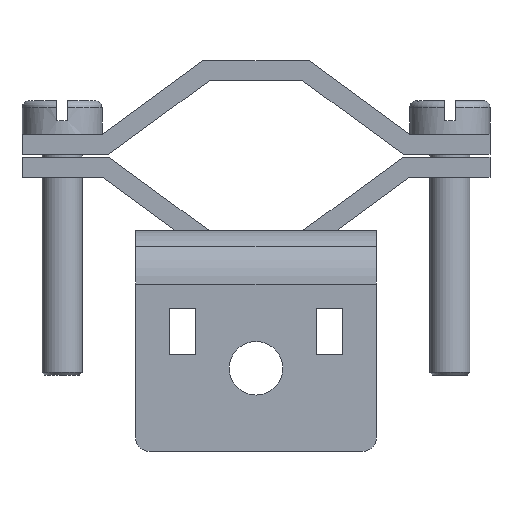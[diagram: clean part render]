
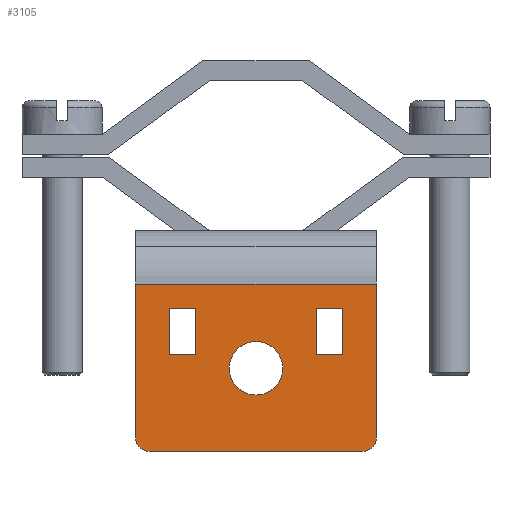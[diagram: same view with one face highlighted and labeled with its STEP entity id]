
A CAD part, left-side view. The second image highlights one B-rep face of the part: STEP entity #3105.
In plain terms, the highlighted planar face has unit normal (-1, 0, 0).
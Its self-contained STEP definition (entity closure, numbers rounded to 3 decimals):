
#519=CARTESIAN_POINT('',(0.0,-2.0,-23.));
#520=VERTEX_POINT('',#519);
#536=CARTESIAN_POINT('',(0.0,2.0,-23.));
#537=VERTEX_POINT('',#536);
#544=CARTESIAN_POINT('',(0.0,0.0,-23.));
#545=DIRECTION('',(1.0,0.0,0.0));
#546=DIRECTION('',(0.0,-1.0,0.0));
#547=AXIS2_PLACEMENT_3D('',#544,#545,#546);
#548=CIRCLE('',#547,2.0);
#549=EDGE_CURVE('',#520,#537,#548,.T.);
#611=CARTESIAN_POINT('',(0.0,9.,-16.7));
#612=VERTEX_POINT('',#611);
#620=CARTESIAN_POINT('',(0.0,-9.0,-16.7));
#621=VERTEX_POINT('',#620);
#622=CARTESIAN_POINT('',(0.0,9.,-16.7));
#623=DIRECTION('',(0.0,-1.0,0.0));
#624=VECTOR('',#623,18.0);
#625=LINE('',#622,#624);
#626=EDGE_CURVE('',#612,#621,#625,.T.);
#717=CARTESIAN_POINT('',(0.0,9.0,-28.2));
#718=VERTEX_POINT('',#717);
#725=CARTESIAN_POINT('',(0.0,9.0,-28.2));
#726=DIRECTION('',(0.0,0.0,1.0));
#727=VECTOR('',#726,11.5);
#728=LINE('',#725,#727);
#729=EDGE_CURVE('',#718,#612,#728,.T.);
#2775=CARTESIAN_POINT('',(0.0,-9.0,-28.2));
#2776=VERTEX_POINT('',#2775);
#2777=CARTESIAN_POINT('',(0.0,-9.0,-16.7));
#2778=DIRECTION('',(0.0,0.0,-1.0));
#2779=VECTOR('',#2778,11.5);
#2780=LINE('',#2777,#2779);
#2781=EDGE_CURVE('',#621,#2776,#2780,.T.);
#2805=CARTESIAN_POINT('',(0.0,0.0,-23.));
#2806=DIRECTION('',(1.0,0.0,0.0));
#2807=DIRECTION('',(0.0,-1.0,0.0));
#2808=AXIS2_PLACEMENT_3D('',#2805,#2806,#2807);
#2809=CIRCLE('',#2808,2.0);
#2810=EDGE_CURVE('',#537,#520,#2809,.T.);
#2823=CARTESIAN_POINT('',(0.0,-4.5,-18.5));
#2824=VERTEX_POINT('',#2823);
#2831=CARTESIAN_POINT('',(0.0,-4.5,-22.));
#2832=VERTEX_POINT('',#2831);
#2833=CARTESIAN_POINT('',(0.0,-4.5,-22.));
#2834=DIRECTION('',(0.0,0.0,1.0));
#2835=VECTOR('',#2834,3.5);
#2836=LINE('',#2833,#2835);
#2837=EDGE_CURVE('',#2832,#2824,#2836,.T.);
#2855=CARTESIAN_POINT('',(0.0,-6.5,-22.));
#2856=VERTEX_POINT('',#2855);
#2857=CARTESIAN_POINT('',(0.0,-6.5,-22.));
#2858=DIRECTION('',(0.0,1.0,0.0));
#2859=VECTOR('',#2858,2.);
#2860=LINE('',#2857,#2859);
#2861=EDGE_CURVE('',#2856,#2832,#2860,.T.);
#2879=CARTESIAN_POINT('',(0.0,-6.5,-18.5));
#2880=VERTEX_POINT('',#2879);
#2881=CARTESIAN_POINT('',(0.0,-6.5,-18.5));
#2882=DIRECTION('',(0.0,0.0,-1.0));
#2883=VECTOR('',#2882,3.5);
#2884=LINE('',#2881,#2883);
#2885=EDGE_CURVE('',#2880,#2856,#2884,.T.);
#2903=CARTESIAN_POINT('',(0.0,-4.5,-18.5));
#2904=DIRECTION('',(0.0,-1.0,0.0));
#2905=VECTOR('',#2904,2.);
#2906=LINE('',#2903,#2905);
#2907=EDGE_CURVE('',#2824,#2880,#2906,.T.);
#2919=CARTESIAN_POINT('',(0.0,6.5,-18.5));
#2920=VERTEX_POINT('',#2919);
#2927=CARTESIAN_POINT('',(0.0,6.5,-22.));
#2928=VERTEX_POINT('',#2927);
#2929=CARTESIAN_POINT('',(0.0,6.5,-22.));
#2930=DIRECTION('',(0.0,0.0,1.0));
#2931=VECTOR('',#2930,3.5);
#2932=LINE('',#2929,#2931);
#2933=EDGE_CURVE('',#2928,#2920,#2932,.T.);
#2951=CARTESIAN_POINT('',(0.0,4.5,-22.));
#2952=VERTEX_POINT('',#2951);
#2953=CARTESIAN_POINT('',(0.0,4.5,-22.));
#2954=DIRECTION('',(0.0,1.0,0.0));
#2955=VECTOR('',#2954,2.);
#2956=LINE('',#2953,#2955);
#2957=EDGE_CURVE('',#2952,#2928,#2956,.T.);
#2975=CARTESIAN_POINT('',(0.0,4.5,-18.5));
#2976=VERTEX_POINT('',#2975);
#2977=CARTESIAN_POINT('',(0.0,4.5,-18.5));
#2978=DIRECTION('',(0.0,0.0,-1.0));
#2979=VECTOR('',#2978,3.5);
#2980=LINE('',#2977,#2979);
#2981=EDGE_CURVE('',#2976,#2952,#2980,.T.);
#2999=CARTESIAN_POINT('',(0.0,6.5,-18.5));
#3000=DIRECTION('',(0.0,-1.0,0.0));
#3001=VECTOR('',#3000,2.);
#3002=LINE('',#2999,#3001);
#3003=EDGE_CURVE('',#2920,#2976,#3002,.T.);
#3015=CARTESIAN_POINT('',(0.0,8.0,-29.2));
#3016=VERTEX_POINT('',#3015);
#3023=CARTESIAN_POINT('',(0.0,8.0,-28.2));
#3024=DIRECTION('',(1.0,0.0,0.0));
#3025=DIRECTION('',(0.0,0.0,-1.0));
#3026=AXIS2_PLACEMENT_3D('',#3023,#3024,#3025);
#3027=CIRCLE('',#3026,1.0);
#3028=EDGE_CURVE('',#3016,#718,#3027,.T.);
#3040=CARTESIAN_POINT('',(0.0,-8.0,-29.2));
#3041=VERTEX_POINT('',#3040);
#3048=CARTESIAN_POINT('',(0.0,-8.0,-29.2));
#3049=DIRECTION('',(0.0,1.0,0.0));
#3050=VECTOR('',#3049,16.0);
#3051=LINE('',#3048,#3050);
#3052=EDGE_CURVE('',#3041,#3016,#3051,.T.);
#3065=CARTESIAN_POINT('',(0.0,-8.0,-28.2));
#3066=DIRECTION('',(1.0,0.0,0.0));
#3067=DIRECTION('',(0.0,-1.0,0.0));
#3068=AXIS2_PLACEMENT_3D('',#3065,#3066,#3067);
#3069=CIRCLE('',#3068,1.0);
#3070=EDGE_CURVE('',#2776,#3041,#3069,.T.);
#3076=CARTESIAN_POINT('',(0.0,0.,-20.843));
#3077=DIRECTION('',(1.0,0.0,0.0));
#3078=DIRECTION('',(0.0,0.0,-1.0));
#3079=AXIS2_PLACEMENT_3D('',#3076,#3077,#3078);
#3080=PLANE('',#3079);
#3081=ORIENTED_EDGE('',*,*,#626,.F.);
#3082=ORIENTED_EDGE('',*,*,#729,.F.);
#3083=ORIENTED_EDGE('',*,*,#3028,.F.);
#3084=ORIENTED_EDGE('',*,*,#3052,.F.);
#3085=ORIENTED_EDGE('',*,*,#3070,.F.);
#3086=ORIENTED_EDGE('',*,*,#2781,.F.);
#3087=EDGE_LOOP('',(#3081,#3082,#3083,#3084,#3085,#3086));
#3088=FACE_OUTER_BOUND('',#3087,.T.);
#3089=ORIENTED_EDGE('',*,*,#2810,.T.);
#3090=ORIENTED_EDGE('',*,*,#549,.T.);
#3091=EDGE_LOOP('',(#3089,#3090));
#3092=FACE_BOUND('',#3091,.T.);
#3093=ORIENTED_EDGE('',*,*,#2837,.T.);
#3094=ORIENTED_EDGE('',*,*,#2907,.T.);
#3095=ORIENTED_EDGE('',*,*,#2885,.T.);
#3096=ORIENTED_EDGE('',*,*,#2861,.T.);
#3097=EDGE_LOOP('',(#3093,#3094,#3095,#3096));
#3098=FACE_BOUND('',#3097,.T.);
#3099=ORIENTED_EDGE('',*,*,#2933,.T.);
#3100=ORIENTED_EDGE('',*,*,#3003,.T.);
#3101=ORIENTED_EDGE('',*,*,#2981,.T.);
#3102=ORIENTED_EDGE('',*,*,#2957,.T.);
#3103=EDGE_LOOP('',(#3099,#3100,#3101,#3102));
#3104=FACE_BOUND('',#3103,.T.);
#3105=ADVANCED_FACE('',(#3088,#3092,#3098,#3104),#3080,.F.);
